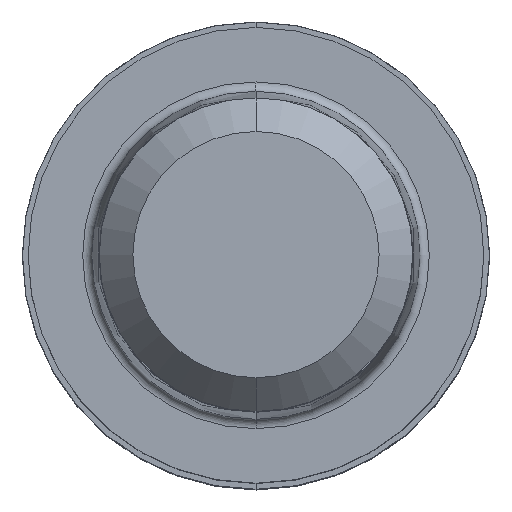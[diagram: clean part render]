
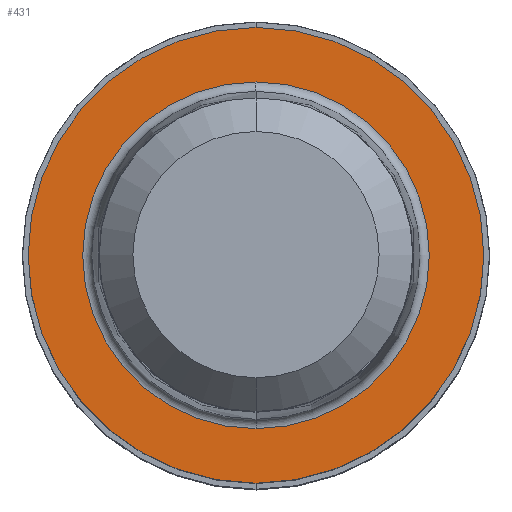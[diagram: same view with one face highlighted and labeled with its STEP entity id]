
A CAD part, top view. The second image highlights one B-rep face of the part: STEP entity #431.
In plain terms, the highlighted planar face has unit normal (0, 0, 1).
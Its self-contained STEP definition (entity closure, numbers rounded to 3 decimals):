
#187=VERTEX_POINT('',#506);
#203=EDGE_CURVE('',#187,#253,#526,.T.);
#231=EDGE_CURVE('',#319,#255,#557,.T.);
#253=VERTEX_POINT('',#583);
#255=VERTEX_POINT('',#585);
#293=EDGE_CURVE('',#253,#187,#625,.T.);
#319=VERTEX_POINT('',#658);
#363=EDGE_CURVE('',#255,#319,#708,.T.);
#431=ADVANCED_FACE('',(#786,#787),#788,.T.);
#506=CARTESIAN_POINT('',(0.0,4.45,0.01));
#526=CIRCLE('',#887,4.45);
#557=CIRCLE('',#928,5.85);
#583=CARTESIAN_POINT('',(0.,-4.45,0.01));
#585=CARTESIAN_POINT('',(0.,-5.85,0.01));
#625=CIRCLE('',#1012,4.45);
#658=CARTESIAN_POINT('',(0.0,5.85,0.01));
#708=CIRCLE('',#1120,5.85);
#786=FACE_OUTER_BOUND('',#1219,.T.);
#787=FACE_BOUND('',#1220,.T.);
#788=PLANE('',#1221);
#887=AXIS2_PLACEMENT_3D('',#1327,#1328,#1329);
#928=AXIS2_PLACEMENT_3D('',#1363,#1364,#1365);
#1012=AXIS2_PLACEMENT_3D('',#1433,#1434,#1435);
#1120=AXIS2_PLACEMENT_3D('',#1558,#1559,#1560);
#1219=EDGE_LOOP('',(#1680,#1681));
#1220=EDGE_LOOP('',(#1682,#1683));
#1221=AXIS2_PLACEMENT_3D('',#1684,#1685,#1686);
#1327=CARTESIAN_POINT('',(0.0,0.0,0.01));
#1328=DIRECTION('',(0.0,0.0,-1.0));
#1329=DIRECTION('',(0.0,1.0,0.0));
#1363=CARTESIAN_POINT('',(0.0,0.0,0.01));
#1364=DIRECTION('',(0.0,0.0,-1.0));
#1365=DIRECTION('',(0.0,1.0,0.0));
#1433=CARTESIAN_POINT('',(0.0,0.0,0.01));
#1434=DIRECTION('',(0.0,0.0,-1.0));
#1435=DIRECTION('',(0.0,1.0,0.0));
#1558=CARTESIAN_POINT('',(0.0,0.0,0.01));
#1559=DIRECTION('',(0.0,0.0,-1.0));
#1560=DIRECTION('',(0.0,1.0,0.0));
#1680=ORIENTED_EDGE('',*,*,#231,.F.);
#1681=ORIENTED_EDGE('',*,*,#363,.F.);
#1682=ORIENTED_EDGE('',*,*,#203,.T.);
#1683=ORIENTED_EDGE('',*,*,#293,.T.);
#1684=CARTESIAN_POINT('',(0.0,2.925,0.01));
#1685=DIRECTION('',(-0.0,0.0,1.0));
#1686=DIRECTION('',(0.0,-1.0,0.0));
